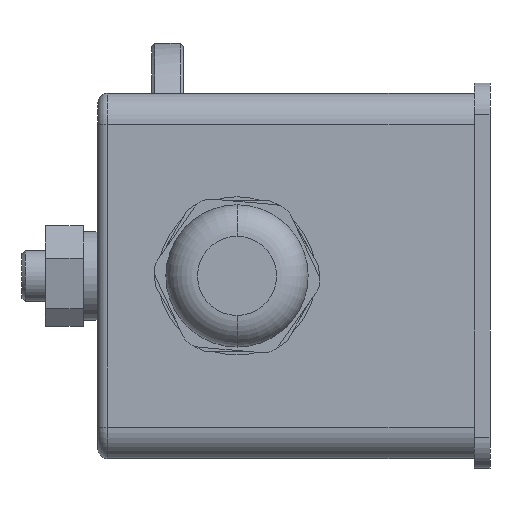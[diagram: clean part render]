
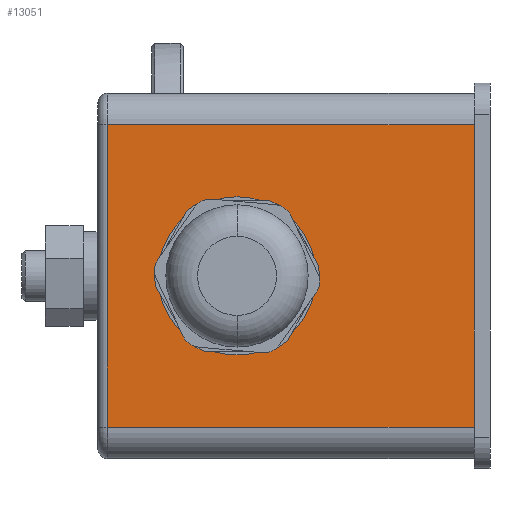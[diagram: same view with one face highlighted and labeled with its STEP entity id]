
A CAD part, left-side view. The second image highlights one B-rep face of the part: STEP entity #13051.
In plain terms, the highlighted planar face has unit normal (-1, 0, 0).
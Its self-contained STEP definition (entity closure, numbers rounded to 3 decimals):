
#74 = DIRECTION ( 'NONE',  ( -1., 0., 0. ) ) ;
#85 = EDGE_CURVE ( 'NONE', #10805, #13739, #3040, .T. ) ;
#171 = EDGE_CURVE ( 'NONE', #3511, #10901, #12777, .T. ) ;
#275 = EDGE_CURVE ( 'NONE', #10901, #3511, #11465, .T. ) ;
#514 = VECTOR ( 'NONE', #13561, 1000. ) ;
#1087 = CARTESIAN_POINT ( 'NONE',  ( -86.5, -136.4, -23.9 ) ) ;
#1519 = DIRECTION ( 'NONE',  ( 0., 0., 1. ) ) ;
#1565 = CARTESIAN_POINT ( 'NONE',  ( -86.5, 60.5, -23.9 ) ) ;
#1700 = CARTESIAN_POINT ( 'NONE',  ( -86.5, 2.5, -23.9 ) ) ;
#2447 = EDGE_LOOP ( 'NONE', ( #17622, #15274, #11344, #11769 ) ) ;
#2899 = AXIS2_PLACEMENT_3D ( 'NONE', #14664, #17452, #9152 ) ;
#3040 = LINE ( 'NONE', #1700, #17309 ) ;
#3050 = CARTESIAN_POINT ( 'NONE',  ( -86.5, 2.5, 23.9 ) ) ;
#3155 = ORIENTED_EDGE ( 'NONE', *, *, #275, .F. ) ;
#3449 = CARTESIAN_POINT ( 'NONE',  ( -86.5, 40., 12.5 ) ) ;
#3511 = VERTEX_POINT ( 'NONE', #10720 ) ;
#3616 = DIRECTION ( 'NONE',  ( 0., 0., -1. ) ) ;
#3695 = DIRECTION ( 'NONE',  ( 0., 1., 0. ) ) ;
#3769 = ORIENTED_EDGE ( 'NONE', *, *, #171, .F. ) ;
#3877 = AXIS2_PLACEMENT_3D ( 'NONE', #7756, #17464, #9161 ) ;
#4662 = LINE ( 'NONE', #1087, #514 ) ;
#5061 = FACE_OUTER_BOUND ( 'NONE', #2447, .T. ) ;
#5762 = VERTEX_POINT ( 'NONE', #1565 ) ;
#6364 = EDGE_LOOP ( 'NONE', ( #3769, #3155 ) ) ;
#7756 = CARTESIAN_POINT ( 'NONE',  ( -86.5, 40., 0. ) ) ;
#8037 = CARTESIAN_POINT ( 'NONE',  ( -86.5, 60.5, 23.9 ) ) ;
#8401 = CARTESIAN_POINT ( 'NONE',  ( -86.5, 40., 0. ) ) ;
#8684 = CARTESIAN_POINT ( 'NONE',  ( -86.5, 2.5, -23.9 ) ) ;
#9152 = DIRECTION ( 'NONE',  ( 0., 0., 1. ) ) ;
#9161 = DIRECTION ( 'NONE',  ( 0., 0., 1. ) ) ;
#9263 = CARTESIAN_POINT ( 'NONE',  ( -86.5, -136.4, 23.9 ) ) ;
#9802 = DIRECTION ( 'NONE',  ( 0., 0., 1. ) ) ;
#10304 = VECTOR ( 'NONE', #3616, 1000. ) ;
#10720 = CARTESIAN_POINT ( 'NONE',  ( -86.5, 40., -12.5 ) ) ;
#10805 = VERTEX_POINT ( 'NONE', #8684 ) ;
#10901 = VERTEX_POINT ( 'NONE', #3449 ) ;
#11344 = ORIENTED_EDGE ( 'NONE', *, *, #13108, .F. ) ;
#11465 = CIRCLE ( 'NONE', #13148, 12.5 ) ;
#11769 = ORIENTED_EDGE ( 'NONE', *, *, #85, .T. ) ;
#11988 = FACE_BOUND ( 'NONE', #6364, .T. ) ;
#12154 = EDGE_CURVE ( 'NONE', #13739, #17828, #17863, .T. ) ;
#12532 = EDGE_CURVE ( 'NONE', #17828, #5762, #17644, .T. ) ;
#12777 = CIRCLE ( 'NONE', #3877, 12.5 ) ;
#13051 = ADVANCED_FACE ( 'NONE', ( #5061, #11988 ), #13252, .T. ) ;
#13108 = EDGE_CURVE ( 'NONE', #10805, #5762, #4662, .T. ) ;
#13148 = AXIS2_PLACEMENT_3D ( 'NONE', #8401, #74, #9802 ) ;
#13252 = PLANE ( 'NONE',  #2899 ) ;
#13561 = DIRECTION ( 'NONE',  ( 0., 1., 0. ) ) ;
#13739 = VERTEX_POINT ( 'NONE', #3050 ) ;
#13757 = VECTOR ( 'NONE', #3695, 1000. ) ;
#14664 = CARTESIAN_POINT ( 'NONE',  ( -86.5, -136.4, -23.9 ) ) ;
#15274 = ORIENTED_EDGE ( 'NONE', *, *, #12532, .T. ) ;
#16047 = CARTESIAN_POINT ( 'NONE',  ( -86.5, 60.5, -23.9 ) ) ;
#17309 = VECTOR ( 'NONE', #1519, 1000. ) ;
#17452 = DIRECTION ( 'NONE',  ( -1., 0., 0. ) ) ;
#17464 = DIRECTION ( 'NONE',  ( -1., 0., 0. ) ) ;
#17622 = ORIENTED_EDGE ( 'NONE', *, *, #12154, .T. ) ;
#17644 = LINE ( 'NONE', #16047, #10304 ) ;
#17828 = VERTEX_POINT ( 'NONE', #8037 ) ;
#17863 = LINE ( 'NONE', #9263, #13757 ) ;
